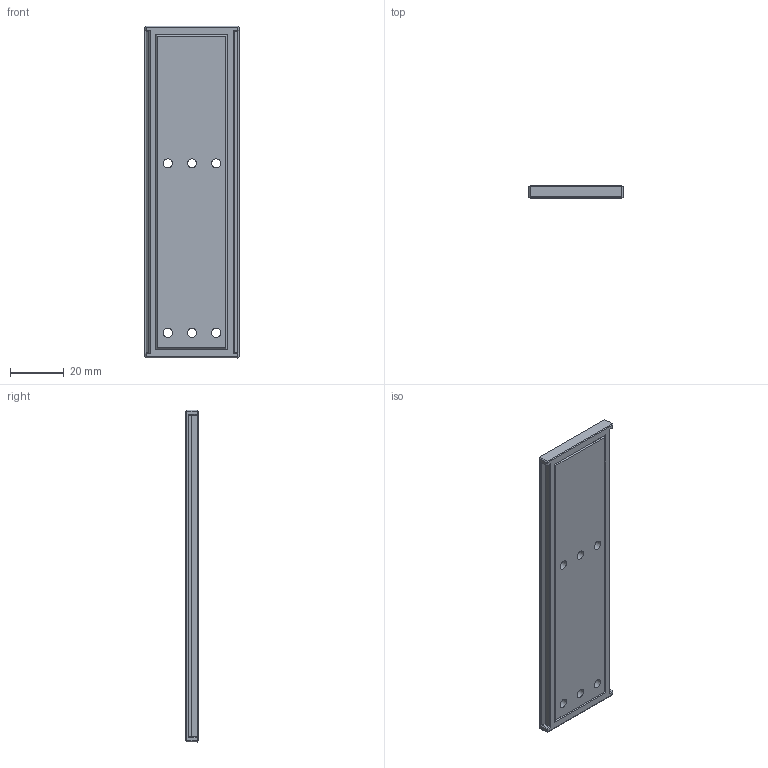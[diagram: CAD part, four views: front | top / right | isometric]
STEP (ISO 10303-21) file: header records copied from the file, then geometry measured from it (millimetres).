
FILE_DESCRIPTION(/* description */ (''),/* implementation_level */ '2;1');
FILE_NAME(/* name */ 'DIN Screw Cleat v3.step',/* time_stamp */ '2023-02-05T11:26:01-08:00',/* author */ (''),/* organization */ (''),/* preprocessor_version */ 'ST-DEVELOPER v19.2',/* originating_system */ 'Autodesk Translation Framework v11.17.0.187',/* authorisation */ '');
FILE_SCHEMA (('AUTOMOTIVE_DESIGN { 1 0 10303 214 3 1 1 }'));
Length unit declared in the file: millimetre
Products named in the file (1): DIN Screw Cleat
Bounding box: 35 x 4.6 x 123.5 mm (x, y, z)
Volume: 18309.4 mm3; surface area: 10092.7 mm2
Topology: 1 solids, 1 shells, 69 faces, 160 edges, 94 vertices
Faces by surface type: plane 57, cone 6, cylinder 6
Full cylindrical faces by diameter (mm): 3.4 x6
Entity records: 1952 total; most frequent: CARTESIAN_POINT 324, ORIENTED_EDGE 320, DIRECTION 318, EDGE_CURVE 160, LINE 142, VECTOR 142, VERTEX_POINT 94, AXIS2_PLACEMENT_3D 88
